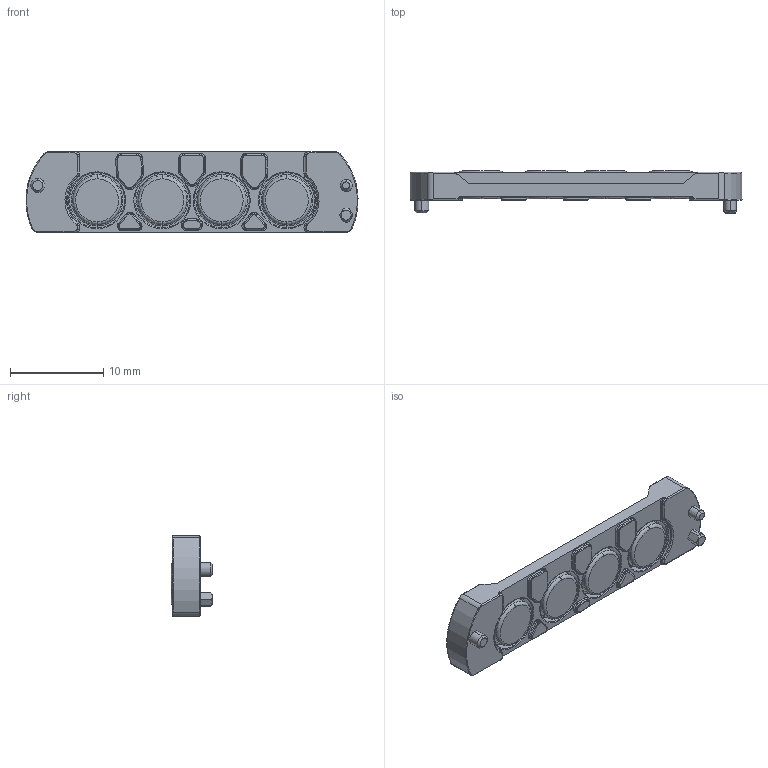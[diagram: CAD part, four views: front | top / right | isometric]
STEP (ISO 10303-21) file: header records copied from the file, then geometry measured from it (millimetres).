
FILE_DESCRIPTION (( 'STEP AP214' ), '1' );
FILE_NAME ('22103-22104-16025-18761-Input.STEP', '2012-08-16T15:45:36', ( 'Vicor User' ), ( 'Microsoft' ), 'SwSTEP 2.0', 'SolidWorks 2012', '' );
FILE_SCHEMA (( 'AUTOMOTIVE_DESIGN' ));
Length unit declared in the file: inch
Products named in the file (1): 22103-22104-16025-18761-Input
Bounding box: 35.54 x 4.5 x 8.64 mm (x, y, z)
Volume: 593.1 mm3; surface area: 1755.5 mm2
Topology: 1 solids, 1 shells, 775 faces, 1981 edges, 1249 vertices
Faces by surface type: bspline 296, cylinder 213, plane 168, cone 98
Entity records: 40421 total; most frequent: CARTESIAN_POINT 13550, ORIENTED_EDGE 3954, DIRECTION 3036, EDGE_CURVE 1977, AXIS2_PLACEMENT_3D 1271, VERTEX_POINT 1249, EDGE_LOOP 820, CIRCLE 791
